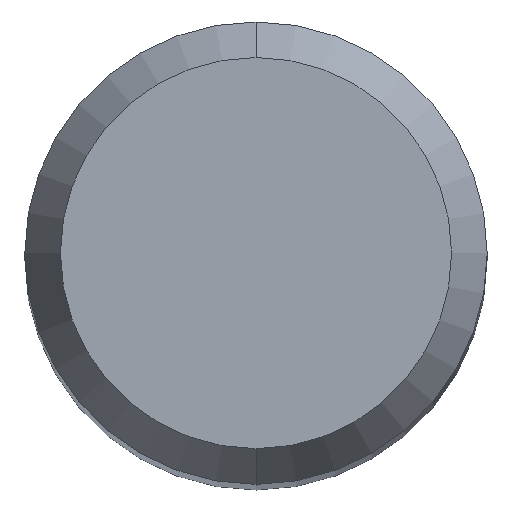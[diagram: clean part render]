
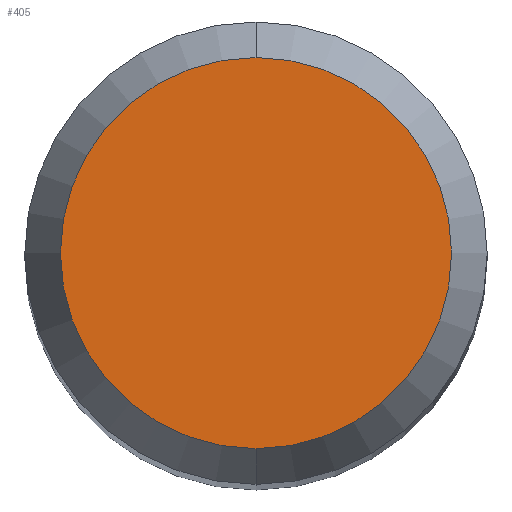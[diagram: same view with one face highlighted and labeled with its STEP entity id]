
A CAD part, top view. The second image highlights one B-rep face of the part: STEP entity #405.
In plain terms, the highlighted planar face has unit normal (0, 0, 1).
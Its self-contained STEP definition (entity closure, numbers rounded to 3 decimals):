
#209=EDGE_CURVE('',#387,#295,#509,.T.);
#295=VERTEX_POINT('',#602);
#369=EDGE_CURVE('',#295,#387,#683,.T.);
#387=VERTEX_POINT('',#702);
#405=ADVANCED_FACE('',(#720),#721,.T.);
#509=CIRCLE('',#912,2.538);
#602=CARTESIAN_POINT('',(0.0,2.538,41.498));
#683=CIRCLE('',#1248,2.538);
#702=CARTESIAN_POINT('',(0.,-2.538,41.498));
#720=FACE_OUTER_BOUND('',#1309,.T.);
#721=PLANE('',#1310);
#912=AXIS2_PLACEMENT_3D('',#1493,#1494,#1495);
#1248=AXIS2_PLACEMENT_3D('',#1672,#1673,#1674);
#1309=EDGE_LOOP('',(#1689,#1690));
#1310=AXIS2_PLACEMENT_3D('',#1691,#1692,#1693);
#1493=CARTESIAN_POINT('',(0.0,0.0,41.498));
#1494=DIRECTION('',(0.0,0.0,-1.0));
#1495=DIRECTION('',(0.0,1.0,0.0));
#1672=CARTESIAN_POINT('',(0.0,0.0,41.498));
#1673=DIRECTION('',(0.0,0.0,-1.0));
#1674=DIRECTION('',(0.0,1.0,0.0));
#1689=ORIENTED_EDGE('',*,*,#369,.F.);
#1690=ORIENTED_EDGE('',*,*,#209,.F.);
#1691=CARTESIAN_POINT('',(0.0,1.269,41.498));
#1692=DIRECTION('',(-0.0,0.0,1.0));
#1693=DIRECTION('',(0.0,-1.0,0.0));
